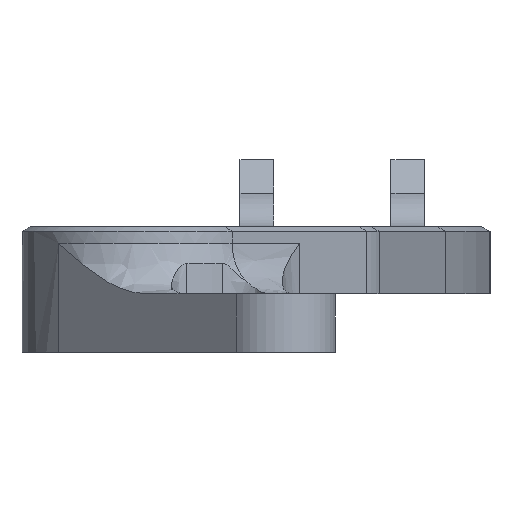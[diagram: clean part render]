
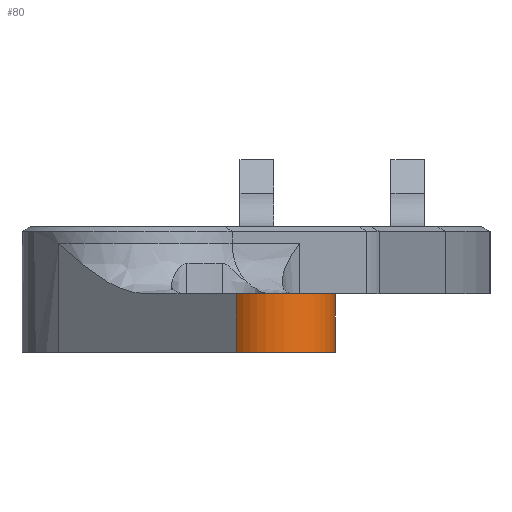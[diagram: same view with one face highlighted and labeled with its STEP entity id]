
A CAD part, left-side view. The second image highlights one B-rep face of the part: STEP entity #80.
In plain terms, the highlighted free-form (B-spline) face has degree [2, 1] with [9, 2] control points.
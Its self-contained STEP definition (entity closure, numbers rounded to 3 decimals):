
#80=ADVANCED_FACE('',(#175),#2894,.T.);
#175=FACE_OUTER_BOUND('',#278,.T.);
#278=EDGE_LOOP('',(#640,#641,#642,#643));
#640=ORIENTED_EDGE('',*,*,#2637,.T.);
#641=ORIENTED_EDGE('',*,*,#2422,.F.);
#642=ORIENTED_EDGE('',*,*,#2579,.F.);
#643=ORIENTED_EDGE('',*,*,#2635,.F.);
#979=(
BOUNDED_CURVE()
B_SPLINE_CURVE(2,(#6420,#6421,#6422,#6423,#6424),.UNSPECIFIED.,.F.,.F.)
B_SPLINE_CURVE_WITH_KNOTS((3,2,3),(-22.076,-11.038,
0.),.UNSPECIFIED.)
CURVE()
GEOMETRIC_REPRESENTATION_ITEM()
RATIONAL_B_SPLINE_CURVE((1.,0.785,1.,0.785,1.))
REPRESENTATION_ITEM('')
);
#980=(
BOUNDED_CURVE()
B_SPLINE_CURVE(2,(#6425,#6426,#6427,#6428,#6429),.UNSPECIFIED.,.F.,.F.)
B_SPLINE_CURVE_WITH_KNOTS((3,2,3),(-22.076,-11.038,
0.),.UNSPECIFIED.)
CURVE()
GEOMETRIC_REPRESENTATION_ITEM()
RATIONAL_B_SPLINE_CURVE((1.,0.785,1.,0.785,1.))
REPRESENTATION_ITEM('')
);
#1031=(
BOUNDED_CURVE()
B_SPLINE_CURVE(2,(#6919,#6920,#6921,#6922,#6923),.UNSPECIFIED.,.F.,.F.)
B_SPLINE_CURVE_WITH_KNOTS((3,2,3),(0.,11.038,22.076),
 .UNSPECIFIED.)
CURVE()
GEOMETRIC_REPRESENTATION_ITEM()
RATIONAL_B_SPLINE_CURVE((1.,0.785,1.,0.785,1.))
REPRESENTATION_ITEM('')
);
#1062=(
BOUNDED_CURVE()
B_SPLINE_CURVE(2,(#7369,#7370,#7371,#7372,#7373),.UNSPECIFIED.,.F.,.F.)
B_SPLINE_CURVE_WITH_KNOTS((3,2,3),(0.,11.038,22.076),
 .UNSPECIFIED.)
CURVE()
GEOMETRIC_REPRESENTATION_ITEM()
RATIONAL_B_SPLINE_CURVE((1.,0.785,1.,0.785,1.))
REPRESENTATION_ITEM('')
);
#1072=PCURVE('',#2925,#1612);
#1261=PCURVE('',#2938,#1801);
#1379=PCURVE('',#2946,#1919);
#1382=PCURVE('',#2894,#1922);
#1383=PCURVE('',#2894,#1923);
#1384=PCURVE('',#2894,#1924);
#1385=PCURVE('',#2894,#1925);
#1502=PCURVE('',#2954,#2042);
#1612=DEFINITIONAL_REPRESENTATION('',(#2998),#7687);
#1801=DEFINITIONAL_REPRESENTATION('',(#980),#7687);
#1919=DEFINITIONAL_REPRESENTATION('',(#3353),#7687);
#1922=DEFINITIONAL_REPRESENTATION('',(#3357),#7687);
#1923=DEFINITIONAL_REPRESENTATION('',(#3358),#7687);
#1924=DEFINITIONAL_REPRESENTATION('',(#3359),#7687);
#1925=DEFINITIONAL_REPRESENTATION('',(#3360),#7687);
#2042=DEFINITIONAL_REPRESENTATION('',(#1062),#7687);
#2152=SURFACE_CURVE('',#2997,(#1072,#1383),.PCURVE_S1.);
#2309=SURFACE_CURVE('',#979,(#1261,#1384),.PCURVE_S1.);
#2365=SURFACE_CURVE('',#3352,(#1379,#1385),.PCURVE_S1.);
#2367=SURFACE_CURVE('',#1031,(#1382,#1502),.PCURVE_S1.);
#2422=EDGE_CURVE('',#2692,#2688,#2152,.T.);
#2579=EDGE_CURVE('',#2823,#2692,#2309,.T.);
#2635=EDGE_CURVE('',#2851,#2823,#2365,.T.);
#2637=EDGE_CURVE('',#2851,#2688,#2367,.T.);
#2688=VERTEX_POINT('',#4947);
#2692=VERTEX_POINT('',#4951);
#2823=VERTEX_POINT('',#5082);
#2851=VERTEX_POINT('',#5110);
#2894=(
BOUNDED_SURFACE()
B_SPLINE_SURFACE(2,1,((#4291,#4292),(#4293,#4294),(#4295,#4296),(#4297,
#4298),(#4299,#4300),(#4301,#4302),(#4303,#4304),(#4305,#4306),(#4307,#4308)),
 .UNSPECIFIED.,.T.,.F.,.F.)
B_SPLINE_SURFACE_WITH_KNOTS((3,2,2,2,3),(2,2),(0.,1.571,3.142,
4.712,6.283),(0.,8.424),.UNSPECIFIED.)
GEOMETRIC_REPRESENTATION_ITEM()
RATIONAL_B_SPLINE_SURFACE(((1.,1.),(0.707,0.707),
(1.,1.),(0.707,0.707),(1.,1.),(0.707,
0.707),(1.,1.),(0.707,0.707),(1.,1.)))
REPRESENTATION_ITEM('')
SURFACE()
);
#2925=B_SPLINE_SURFACE_WITH_KNOTS('',1,1,((#3640,#3641),(#3642,#3643)),
 .UNSPECIFIED.,.F.,.F.,.F.,(2,2),(2,2),(-17.52,17.52),
(-7.812,7.812),.UNSPECIFIED.);
#2938=B_SPLINE_SURFACE_WITH_KNOTS('',1,1,((#3968,#3969),(#3970,#3971)),
 .UNSPECIFIED.,.F.,.F.,.F.,(2,2),(2,2),(-37.569,37.569),
(-37.809,37.809),.UNSPECIFIED.);
#2946=B_SPLINE_SURFACE_WITH_KNOTS('',1,1,((#4287,#4288),(#4289,#4290)),
 .UNSPECIFIED.,.F.,.F.,.F.,(2,2),(2,2),(-17.518,17.518),
(-4.31,4.31),.UNSPECIFIED.);
#2954=B_SPLINE_SURFACE_WITH_KNOTS('',1,1,((#4643,#4644),(#4645,#4646)),
 .UNSPECIFIED.,.F.,.F.,.F.,(2,2),(2,2),(-20.745,20.745),
(-20.728,20.728),.UNSPECIFIED.);
#2997=B_SPLINE_CURVE_WITH_KNOTS('',1,(#5173,#5174),.UNSPECIFIED.,.F.,.F.,
(2,2),(0.,7.),.UNSPECIFIED.);
#2998=B_SPLINE_CURVE_WITH_KNOTS('',1,(#5175,#5176),.UNSPECIFIED.,.F.,.F.,
(2,2),(0.,7.),.UNSPECIFIED.);
#3352=B_SPLINE_CURVE_WITH_KNOTS('',1,(#6909,#6910),.UNSPECIFIED.,.F.,.F.,
(2,2),(0.,7.),.UNSPECIFIED.);
#3353=B_SPLINE_CURVE_WITH_KNOTS('',1,(#6911,#6912),.UNSPECIFIED.,.F.,.F.,
(2,2),(0.,7.),.UNSPECIFIED.);
#3357=B_SPLINE_CURVE_WITH_KNOTS('',1,(#6924,#6925),.UNSPECIFIED.,.F.,.F.,
(2,2),(0.,22.076),.UNSPECIFIED.);
#3358=B_SPLINE_CURVE_WITH_KNOTS('',1,(#6926,#6927),.UNSPECIFIED.,.F.,.F.,
(2,2),(0.,7.),.UNSPECIFIED.);
#3359=B_SPLINE_CURVE_WITH_KNOTS('',1,(#6928,#6929),.UNSPECIFIED.,.F.,.F.,
(2,2),(-22.076,0.),.UNSPECIFIED.);
#3360=B_SPLINE_CURVE_WITH_KNOTS('',1,(#6930,#6931),.UNSPECIFIED.,.F.,.F.,
(2,2),(0.,7.),.UNSPECIFIED.);
#3640=CARTESIAN_POINT('',(944.207,1177.177,7.312));
#3641=CARTESIAN_POINT('',(944.207,1177.177,-8.312));
#3642=CARTESIAN_POINT('',(968.279,1202.64,7.312));
#3643=CARTESIAN_POINT('',(968.279,1202.64,-8.312));
#3968=CARTESIAN_POINT('',(1020.436,1187.075,-7.));
#3969=CARTESIAN_POINT('',(965.485,1239.023,-7.));
#3970=CARTESIAN_POINT('',(968.818,1132.473,-7.));
#3971=CARTESIAN_POINT('',(913.867,1184.42,-7.));
#4287=CARTESIAN_POINT('',(983.9,1178.688,0.892));
#4288=CARTESIAN_POINT('',(983.9,1178.688,-7.728));
#4289=CARTESIAN_POINT('',(950.898,1166.922,0.892));
#4290=CARTESIAN_POINT('',(950.898,1166.922,-7.728));
#4291=CARTESIAN_POINT('',(956.396,1169.692,-7.712));
#4292=CARTESIAN_POINT('',(956.396,1169.692,0.712));
#4293=CARTESIAN_POINT('',(961.205,1174.778,-7.712));
#4294=CARTESIAN_POINT('',(961.205,1174.778,0.712));
#4295=CARTESIAN_POINT('',(956.118,1179.587,-7.712));
#4296=CARTESIAN_POINT('',(956.118,1179.587,0.712));
#4297=CARTESIAN_POINT('',(951.031,1184.396,-7.712));
#4298=CARTESIAN_POINT('',(951.031,1184.396,0.712));
#4299=CARTESIAN_POINT('',(946.223,1179.309,-7.712));
#4300=CARTESIAN_POINT('',(946.223,1179.309,0.712));
#4301=CARTESIAN_POINT('',(941.414,1174.222,-7.712));
#4302=CARTESIAN_POINT('',(941.414,1174.222,0.712));
#4303=CARTESIAN_POINT('',(946.501,1169.414,-7.712));
#4304=CARTESIAN_POINT('',(946.501,1169.414,0.712));
#4305=CARTESIAN_POINT('',(951.587,1164.605,-7.712));
#4306=CARTESIAN_POINT('',(951.587,1164.605,0.712));
#4307=CARTESIAN_POINT('',(956.396,1169.692,-7.712));
#4308=CARTESIAN_POINT('',(956.396,1169.692,0.712));
#4643=CARTESIAN_POINT('',(984.137,1178.903,0.));
#4644=CARTESIAN_POINT('',(955.657,1148.777,0.));
#4645=CARTESIAN_POINT('',(953.986,1207.406,0.));
#4646=CARTESIAN_POINT('',(925.507,1177.28,0.));
#4947=CARTESIAN_POINT('',(946.223,1179.309,0.));
#4951=CARTESIAN_POINT('',(946.223,1179.309,-7.));
#5082=CARTESIAN_POINT('',(953.66,1167.907,-7.));
#5110=CARTESIAN_POINT('',(953.66,1167.907,0.));
#5173=CARTESIAN_POINT('',(946.223,1179.309,-7.));
#5174=CARTESIAN_POINT('',(946.223,1179.309,0.));
#5175=CARTESIAN_POINT('',(-14.586,6.5));
#5176=CARTESIAN_POINT('',(-14.586,-0.5));
#6420=CARTESIAN_POINT('',(953.66,1167.907,-7.));
#6421=CARTESIAN_POINT('',(948.462,1166.054,-7.));
#6422=CARTESIAN_POINT('',(945.446,1170.676,-7.));
#6423=CARTESIAN_POINT('',(942.431,1175.299,-7.));
#6424=CARTESIAN_POINT('',(946.223,1179.309,-7.));
#6425=CARTESIAN_POINT('',(22.233,-2.452));
#6426=CARTESIAN_POINT('',(27.151,0.052));
#6427=CARTESIAN_POINT('',(25.863,5.419));
#6428=CARTESIAN_POINT('',(24.575,10.786));
#6429=CARTESIAN_POINT('',(19.056,10.786));
#6909=CARTESIAN_POINT('',(953.66,1167.907,0.));
#6910=CARTESIAN_POINT('',(953.66,1167.907,-7.));
#6911=CARTESIAN_POINT('',(14.586,-3.418));
#6912=CARTESIAN_POINT('',(14.586,3.582));
#6919=CARTESIAN_POINT('',(953.66,1167.907,0.));
#6920=CARTESIAN_POINT('',(948.462,1166.054,0.));
#6921=CARTESIAN_POINT('',(945.446,1170.676,0.));
#6922=CARTESIAN_POINT('',(942.431,1175.299,0.));
#6923=CARTESIAN_POINT('',(946.223,1179.309,0.));
#6924=CARTESIAN_POINT('',(5.798,7.712));
#6925=CARTESIAN_POINT('',(3.142,7.712));
#6926=CARTESIAN_POINT('',(3.142,0.712));
#6927=CARTESIAN_POINT('',(3.142,7.712));
#6928=CARTESIAN_POINT('',(5.798,0.712));
#6929=CARTESIAN_POINT('',(3.142,0.712));
#6930=CARTESIAN_POINT('',(5.798,7.712));
#6931=CARTESIAN_POINT('',(5.798,0.712));
#7369=CARTESIAN_POINT('',(-6.152,8.199));
#7370=CARTESIAN_POINT('',(-3.648,13.117));
#7371=CARTESIAN_POINT('',(1.719,11.829));
#7372=CARTESIAN_POINT('',(7.086,10.541));
#7373=CARTESIAN_POINT('',(7.086,5.022));
#7687=(
GEOMETRIC_REPRESENTATION_CONTEXT(2)
PARAMETRIC_REPRESENTATION_CONTEXT()
REPRESENTATION_CONTEXT('pspace','')
);
